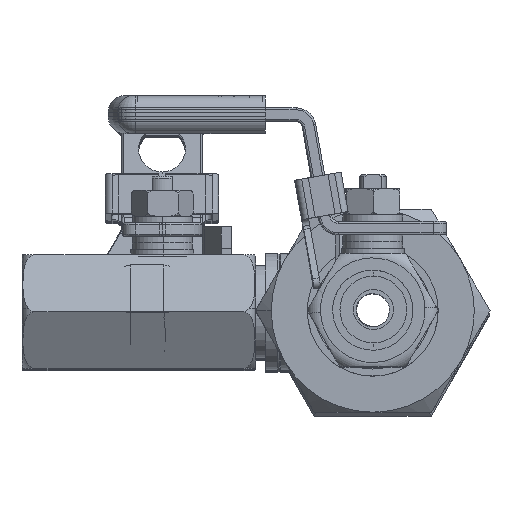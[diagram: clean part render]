
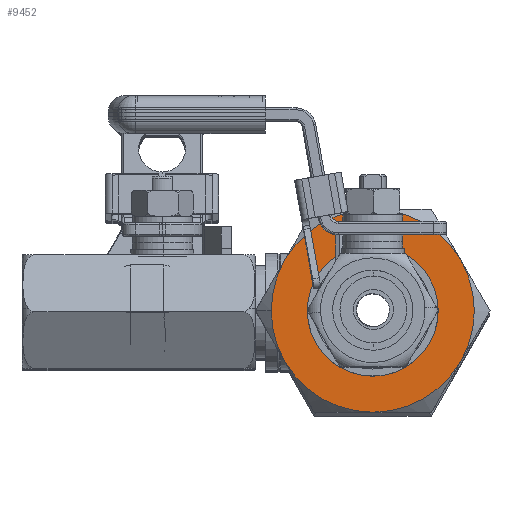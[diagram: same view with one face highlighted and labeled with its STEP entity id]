
A CAD part, top view. The second image highlights one B-rep face of the part: STEP entity #9452.
In plain terms, the highlighted planar face has unit normal (0, 0, 1).
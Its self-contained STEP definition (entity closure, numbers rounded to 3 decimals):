
#108 = CARTESIAN_POINT ( 'NONE',  ( 0., 0., 23.5 ) ) ;
#242 = EDGE_CURVE ( 'NONE', #20466, #704, #40725, .T. ) ;
#327 = DIRECTION ( 'NONE',  ( 1., 0., 0. ) ) ;
#594 = CARTESIAN_POINT ( 'NONE',  ( 0., 0., 23.5 ) ) ;
#704 = VERTEX_POINT ( 'NONE', #17053 ) ;
#2637 = AXIS2_PLACEMENT_3D ( 'NONE', #6048, #26474, #41139 ) ;
#5810 = DIRECTION ( 'NONE',  ( 0., 0., 1. ) ) ;
#6048 = CARTESIAN_POINT ( 'NONE',  ( 0., 0., 23.5 ) ) ;
#6710 = AXIS2_PLACEMENT_3D ( 'NONE', #31344, #41904, #10496 ) ;
#7294 = ORIENTED_EDGE ( 'NONE', *, *, #30048, .T. ) ;
#8898 = CARTESIAN_POINT ( 'NONE',  ( -15.2, 0., 23.5 ) ) ;
#9452 = ADVANCED_FACE ( 'NONE', ( #31957, #42070 ), #20764, .T. ) ;
#9485 = CARTESIAN_POINT ( 'NONE',  ( -9.8, 0., 23.5 ) ) ;
#9688 = DIRECTION ( 'NONE',  ( -1., 0., 0. ) ) ;
#10496 = DIRECTION ( 'NONE',  ( 1., 0., 0. ) ) ;
#10647 = AXIS2_PLACEMENT_3D ( 'NONE', #29713, #12325, #26269 ) ;
#10718 = AXIS2_PLACEMENT_3D ( 'NONE', #43004, #18050, #31753 ) ;
#12216 = CIRCLE ( 'NONE', #2637, 9.8 ) ;
#12325 = DIRECTION ( 'NONE',  ( 0., 0., 1. ) ) ;
#13118 = ORIENTED_EDGE ( 'NONE', *, *, #27041, .F. ) ;
#13635 = DIRECTION ( 'NONE',  ( 1., 0., 0. ) ) ;
#13922 = CARTESIAN_POINT ( 'NONE',  ( 0., 0., 23.5 ) ) ;
#14289 = CIRCLE ( 'NONE', #25244, 15.2 ) ;
#14355 = ORIENTED_EDGE ( 'NONE', *, *, #40390, .T. ) ;
#14588 = DIRECTION ( 'NONE',  ( 0., 0., 1. ) ) ;
#14621 = DIRECTION ( 'NONE',  ( 0., 0., 1. ) ) ;
#14626 = CARTESIAN_POINT ( 'NONE',  ( -13.164, 7.6, 23.5 ) ) ;
#15106 = CIRCLE ( 'NONE', #31865, 15.2 ) ;
#15898 = CIRCLE ( 'NONE', #42844, 9.8 ) ;
#16013 = DIRECTION ( 'NONE',  ( 1., 0., 0. ) ) ;
#16351 = ORIENTED_EDGE ( 'NONE', *, *, #44101, .F. ) ;
#17053 = CARTESIAN_POINT ( 'NONE',  ( -13.164, -7.6, 23.5 ) ) ;
#18050 = DIRECTION ( 'NONE',  ( 0., 0., 1. ) ) ;
#19849 = VERTEX_POINT ( 'NONE', #14626 ) ;
#20015 = CARTESIAN_POINT ( 'NONE',  ( 9.8, 0., 23.5 ) ) ;
#20201 = CIRCLE ( 'NONE', #42886, 15.2 ) ;
#20390 = VERTEX_POINT ( 'NONE', #35946 ) ;
#20466 = VERTEX_POINT ( 'NONE', #8898 ) ;
#20764 = PLANE ( 'NONE',  #32071 ) ;
#20785 = DIRECTION ( 'NONE',  ( 1., 0., 0. ) ) ;
#21148 = AXIS2_PLACEMENT_3D ( 'NONE', #108, #14588, #327 ) ;
#23033 = EDGE_CURVE ( 'NONE', #704, #20390, #14289, .T. ) ;
#23400 = VERTEX_POINT ( 'NONE', #42710 ) ;
#24372 = CARTESIAN_POINT ( 'NONE',  ( 0., 0., 23.5 ) ) ;
#24428 = DIRECTION ( 'NONE',  ( 1., 0., 0. ) ) ;
#25244 = AXIS2_PLACEMENT_3D ( 'NONE', #594, #14621, #20785 ) ;
#26208 = VERTEX_POINT ( 'NONE', #20015 ) ;
#26269 = DIRECTION ( 'NONE',  ( 1., 0., 0. ) ) ;
#26474 = DIRECTION ( 'NONE',  ( 0., 0., 1. ) ) ;
#27041 = EDGE_CURVE ( 'NONE', #33057, #26208, #12216, .T. ) ;
#27941 = ORIENTED_EDGE ( 'NONE', *, *, #35012, .T. ) ;
#28458 = ORIENTED_EDGE ( 'NONE', *, *, #242, .T. ) ;
#28706 = ORIENTED_EDGE ( 'NONE', *, *, #42852, .F. ) ;
#29114 = EDGE_LOOP ( 'NONE', ( #13118, #16351 ) ) ;
#29395 = CIRCLE ( 'NONE', #6710, 15.2 ) ;
#29713 = CARTESIAN_POINT ( 'NONE',  ( 0., 0., 23.5 ) ) ;
#30048 = EDGE_CURVE ( 'NONE', #39685, #34968, #31393, .T. ) ;
#31344 = CARTESIAN_POINT ( 'NONE',  ( 0., 0., 23.5 ) ) ;
#31393 = CIRCLE ( 'NONE', #21148, 15.2 ) ;
#31753 = DIRECTION ( 'NONE',  ( 1., 0., 0. ) ) ;
#31865 = AXIS2_PLACEMENT_3D ( 'NONE', #33752, #5810, #13635 ) ;
#31957 = FACE_BOUND ( 'NONE', #29114, .T. ) ;
#32071 = AXIS2_PLACEMENT_3D ( 'NONE', #13922, #42740, #24428 ) ;
#32214 = EDGE_LOOP ( 'NONE', ( #43290, #7294, #28706, #27941, #28458, #33526, #14355 ) ) ;
#33057 = VERTEX_POINT ( 'NONE', #9485 ) ;
#33367 = CARTESIAN_POINT ( 'NONE',  ( 0., 0., 23.5 ) ) ;
#33526 = ORIENTED_EDGE ( 'NONE', *, *, #23033, .T. ) ;
#33752 = CARTESIAN_POINT ( 'NONE',  ( 0., 0., 23.5 ) ) ;
#34968 = VERTEX_POINT ( 'NONE', #37552 ) ;
#35012 = EDGE_CURVE ( 'NONE', #19849, #20466, #29395, .T. ) ;
#35946 = CARTESIAN_POINT ( 'NONE',  ( 0., -15.2, 23.5 ) ) ;
#37552 = CARTESIAN_POINT ( 'NONE',  ( 0., 15.2, 23.5 ) ) ;
#38334 = DIRECTION ( 'NONE',  ( 0., 0., -1. ) ) ;
#39353 = CARTESIAN_POINT ( 'NONE',  ( 13.164, 7.6, 23.5 ) ) ;
#39685 = VERTEX_POINT ( 'NONE', #39353 ) ;
#40390 = EDGE_CURVE ( 'NONE', #20390, #23400, #40658, .T. ) ;
#40488 = DIRECTION ( 'NONE',  ( 0., 0., 1. ) ) ;
#40658 = CIRCLE ( 'NONE', #10647, 15.2 ) ;
#40725 = CIRCLE ( 'NONE', #10718, 15.2 ) ;
#41139 = DIRECTION ( 'NONE',  ( 1., 0., 0. ) ) ;
#41904 = DIRECTION ( 'NONE',  ( 0., 0., 1. ) ) ;
#42070 = FACE_OUTER_BOUND ( 'NONE', #32214, .T. ) ;
#42710 = CARTESIAN_POINT ( 'NONE',  ( 13.164, -7.6, 23.5 ) ) ;
#42740 = DIRECTION ( 'NONE',  ( 0., 0., 1. ) ) ;
#42844 = AXIS2_PLACEMENT_3D ( 'NONE', #33367, #40488, #16013 ) ;
#42852 = EDGE_CURVE ( 'NONE', #19849, #34968, #20201, .T. ) ;
#42886 = AXIS2_PLACEMENT_3D ( 'NONE', #24372, #38334, #9688 ) ;
#43004 = CARTESIAN_POINT ( 'NONE',  ( 0., 0., 23.5 ) ) ;
#43290 = ORIENTED_EDGE ( 'NONE', *, *, #44606, .T. ) ;
#44101 = EDGE_CURVE ( 'NONE', #26208, #33057, #15898, .T. ) ;
#44606 = EDGE_CURVE ( 'NONE', #23400, #39685, #15106, .T. ) ;
